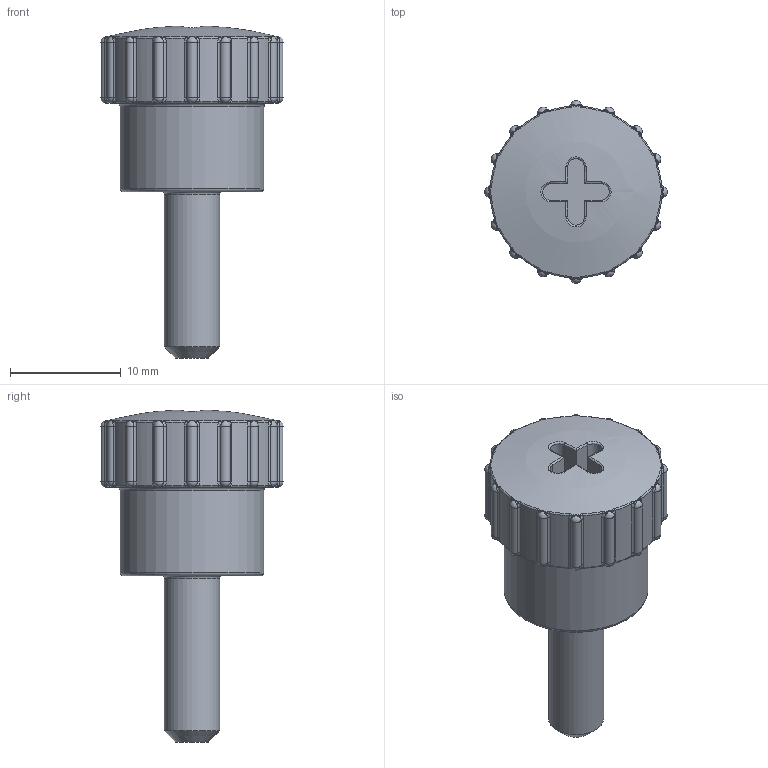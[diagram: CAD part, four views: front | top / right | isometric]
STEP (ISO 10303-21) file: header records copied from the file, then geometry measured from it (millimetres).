
FILE_DESCRIPTION( ( 'Unknown' ), '1' );
FILE_NAME( '6334010_VPC17_M05x15.stp', 'Unknown', ( 'Unknown' ), ( 'Unknown' ), 'PSStep 11.0', 'Unknown', ' ' );
FILE_SCHEMA( ( 'AUTOMOTIVE_DESIGN { 1 0 10303 214 1 1 1 1 }' ) );
Length unit declared in the file: millimetre
Products named in the file (1): 6334010
Bounding box: 16.5 x 16.5 x 29.97 mm (x, y, z)
Volume: 2536.2 mm3; surface area: 1400 mm2
Topology: 1 solids, 2 shells, 470 faces, 1218 edges, 609 vertices
Faces by surface type: bspline 308, cylinder 71, torus 43, sphere 33, plane 13, cone 2
Full cylindrical faces by diameter (mm): 5 x2, 13 x1
Entity records: 37476 total; most frequent: CARTESIAN_POINT 25217, ORIENTED_EDGE 2126, DIRECTION 1320, EDGE_CURVE 1063, AXIS2_PLACEMENT_3D 618, VERTEX_POINT 607, B_SPLINE_CURVE_WITH_KNOTS 524, EDGE_LOOP 482
